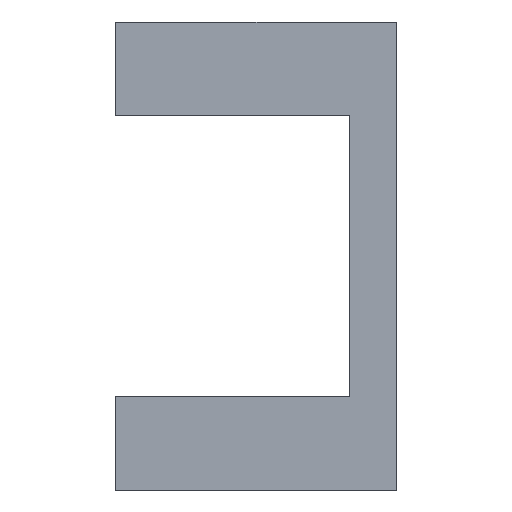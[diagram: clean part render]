
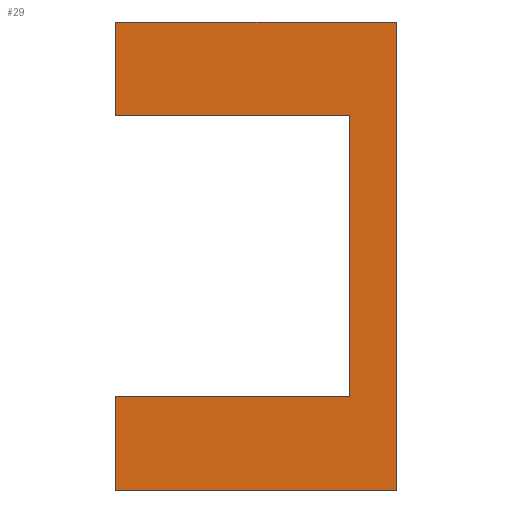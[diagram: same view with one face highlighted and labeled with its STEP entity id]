
A CAD part, left-side view. The second image highlights one B-rep face of the part: STEP entity #29.
In plain terms, the highlighted planar face has unit normal (-1, 0, 0).
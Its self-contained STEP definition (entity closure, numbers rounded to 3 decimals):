
#1 = CARTESIAN_POINT ( 'NONE',  ( 0., 0., -100. ) ) ;
#29 = ADVANCED_FACE ( 'NONE', ( #671 ), #238, .F. ) ;
#49 = DIRECTION ( 'NONE',  ( 0., 0., 1. ) ) ;
#54 = VECTOR ( 'NONE', #49, 1000. ) ;
#73 = DIRECTION ( 'NONE',  ( 0., 0., -1. ) ) ;
#83 = ORIENTED_EDGE ( 'NONE', *, *, #257, .F. ) ;
#98 = EDGE_CURVE ( 'NONE', #727, #1072, #420, .T. ) ;
#106 = CARTESIAN_POINT ( 'NONE',  ( 0., 10., 0. ) ) ;
#142 = DIRECTION ( 'NONE',  ( 0., -1., 0. ) ) ;
#148 = CARTESIAN_POINT ( 'NONE',  ( 0., 60., -100. ) ) ;
#162 = ORIENTED_EDGE ( 'NONE', *, *, #405, .T. ) ;
#203 = CARTESIAN_POINT ( 'NONE',  ( 0., 60., 0. ) ) ;
#224 = CARTESIAN_POINT ( 'NONE',  ( 0., 60., -100. ) ) ;
#234 = CARTESIAN_POINT ( 'NONE',  ( 0., 60., 0. ) ) ;
#238 = PLANE ( 'NONE',  #414 ) ;
#253 = CARTESIAN_POINT ( 'NONE',  ( 0., 60., -80. ) ) ;
#257 = EDGE_CURVE ( 'NONE', #1072, #291, #870, .T. ) ;
#262 = DIRECTION ( 'NONE',  ( 0., -1., 0. ) ) ;
#272 = ORIENTED_EDGE ( 'NONE', *, *, #862, .F. ) ;
#286 = VECTOR ( 'NONE', #1092, 1000. ) ;
#291 = VERTEX_POINT ( 'NONE', #298 ) ;
#295 = ORIENTED_EDGE ( 'NONE', *, *, #419, .T. ) ;
#298 = CARTESIAN_POINT ( 'NONE',  ( 0., 10., -20. ) ) ;
#310 = VECTOR ( 'NONE', #406, 1000. ) ;
#320 = EDGE_CURVE ( 'NONE', #1053, #989, #372, .T. ) ;
#322 = VECTOR ( 'NONE', #142, 1000. ) ;
#363 = VECTOR ( 'NONE', #717, 1000. ) ;
#368 = ORIENTED_EDGE ( 'NONE', *, *, #320, .F. ) ;
#372 = LINE ( 'NONE', #203, #1066 ) ;
#390 = LINE ( 'NONE', #1050, #54 ) ;
#401 = CARTESIAN_POINT ( 'NONE',  ( 0., 10., 0. ) ) ;
#405 = EDGE_CURVE ( 'NONE', #722, #660, #390, .T. ) ;
#406 = DIRECTION ( 'NONE',  ( 0., 0., 1. ) ) ;
#414 = AXIS2_PLACEMENT_3D ( 'NONE', #496, #908, #73 ) ;
#419 = EDGE_CURVE ( 'NONE', #586, #722, #462, .T. ) ;
#420 = LINE ( 'NONE', #757, #286 ) ;
#434 = LINE ( 'NONE', #521, #662 ) ;
#443 = CARTESIAN_POINT ( 'NONE',  ( 0., 10., -80. ) ) ;
#445 = DIRECTION ( 'NONE',  ( 0., 0., 1. ) ) ;
#462 = LINE ( 'NONE', #574, #322 ) ;
#496 = CARTESIAN_POINT ( 'NONE',  ( 0., 10., 0. ) ) ;
#521 = CARTESIAN_POINT ( 'NONE',  ( 0., 60., -20. ) ) ;
#543 = DIRECTION ( 'NONE',  ( 0., 0., 1. ) ) ;
#574 = CARTESIAN_POINT ( 'NONE',  ( 0., 10., -100. ) ) ;
#586 = VERTEX_POINT ( 'NONE', #224 ) ;
#614 = CARTESIAN_POINT ( 'NONE',  ( 0., 60., -20. ) ) ;
#660 = VERTEX_POINT ( 'NONE', #1039 ) ;
#662 = VECTOR ( 'NONE', #262, 1000. ) ;
#671 = FACE_OUTER_BOUND ( 'NONE', #787, .T. ) ;
#690 = EDGE_CURVE ( 'NONE', #1053, #291, #434, .T. ) ;
#717 = DIRECTION ( 'NONE',  ( 0., -1., 0. ) ) ;
#722 = VERTEX_POINT ( 'NONE', #1 ) ;
#727 = VERTEX_POINT ( 'NONE', #253 ) ;
#752 = ORIENTED_EDGE ( 'NONE', *, *, #98, .F. ) ;
#757 = CARTESIAN_POINT ( 'NONE',  ( 0., 60., -80. ) ) ;
#787 = EDGE_LOOP ( 'NONE', ( #162, #929, #368, #1026, #83, #752, #272, #295 ) ) ;
#789 = LINE ( 'NONE', #401, #363 ) ;
#806 = EDGE_CURVE ( 'NONE', #989, #660, #789, .T. ) ;
#823 = VECTOR ( 'NONE', #445, 1000. ) ;
#862 = EDGE_CURVE ( 'NONE', #586, #727, #912, .T. ) ;
#870 = LINE ( 'NONE', #106, #823 ) ;
#908 = DIRECTION ( 'NONE',  ( 1., 0., 0. ) ) ;
#912 = LINE ( 'NONE', #148, #310 ) ;
#929 = ORIENTED_EDGE ( 'NONE', *, *, #806, .F. ) ;
#989 = VERTEX_POINT ( 'NONE', #234 ) ;
#1026 = ORIENTED_EDGE ( 'NONE', *, *, #690, .T. ) ;
#1039 = CARTESIAN_POINT ( 'NONE',  ( 0., 0., 0. ) ) ;
#1050 = CARTESIAN_POINT ( 'NONE',  ( 0., 0., 0. ) ) ;
#1053 = VERTEX_POINT ( 'NONE', #614 ) ;
#1066 = VECTOR ( 'NONE', #543, 1000. ) ;
#1072 = VERTEX_POINT ( 'NONE', #443 ) ;
#1092 = DIRECTION ( 'NONE',  ( 0., -1., 0. ) ) ;
